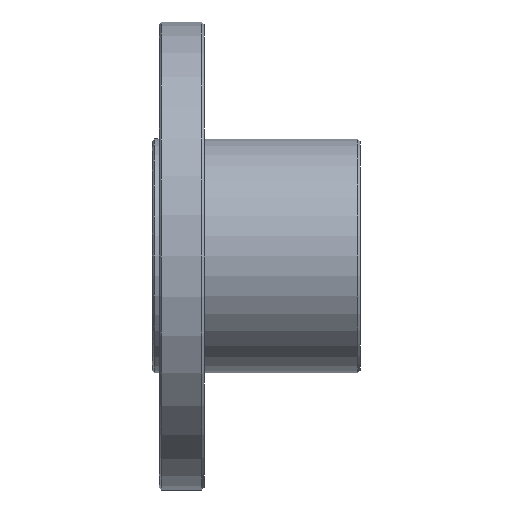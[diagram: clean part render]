
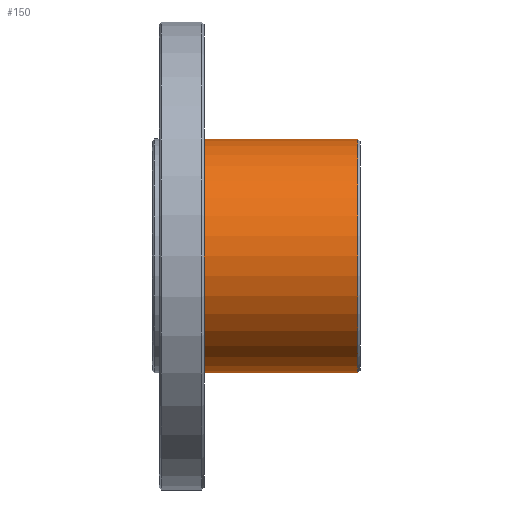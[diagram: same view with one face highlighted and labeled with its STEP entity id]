
A CAD part, front view. The second image highlights one B-rep face of the part: STEP entity #150.
In plain terms, the highlighted cylindrical face has radius 14.275 mm (diameter 28.55 mm), a partial arc.
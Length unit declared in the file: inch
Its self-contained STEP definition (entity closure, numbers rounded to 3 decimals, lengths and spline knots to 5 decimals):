
#14 = DIRECTION ( 'NONE',  ( 0., 0., -1. ) ) ;
#28 = CARTESIAN_POINT ( 'NONE',  ( 0.29681, 0., 0. ) ) ;
#35 = CARTESIAN_POINT ( 'NONE',  ( -0.44319, 0., -0.562 ) ) ;
#50 = DIRECTION ( 'NONE',  ( -1., 0., 0. ) ) ;
#55 = CARTESIAN_POINT ( 'NONE',  ( 0.29681, 0., 0.562 ) ) ;
#59 = DIRECTION ( 'NONE',  ( 1., 0., 0. ) ) ;
#61 = CARTESIAN_POINT ( 'NONE',  ( -0.44319, 0., 0. ) ) ;
#84 = DIRECTION ( 'NONE',  ( 0., 0., -1. ) ) ;
#92 = CARTESIAN_POINT ( 'NONE',  ( 0.29681, 0., -0.562 ) ) ;
#101 = CARTESIAN_POINT ( 'NONE',  ( -0.44319, 0., 0.562 ) ) ;
#150 = ADVANCED_FACE ( 'NONE', ( #582 ), #197, .T. ) ;
#197 = CYLINDRICAL_SURFACE ( 'NONE', #879, 0.562 ) ;
#235 = ORIENTED_EDGE ( 'NONE', *, *, #845, .T. ) ;
#239 = ORIENTED_EDGE ( 'NONE', *, *, #806, .F. ) ;
#241 = ORIENTED_EDGE ( 'NONE', *, *, #810, .T. ) ;
#242 = ORIENTED_EDGE ( 'NONE', *, *, #847, .T. ) ;
#359 = VECTOR ( 'NONE', #774, 39.37008 ) ;
#360 = LINE ( 'NONE', #636, #361 ) ;
#361 = VECTOR ( 'NONE', #707, 39.37008 ) ;
#365 = LINE ( 'NONE', #763, #359 ) ;
#498 = CIRCLE ( 'NONE', #937, 0.562 ) ;
#499 = CIRCLE ( 'NONE', #939, 0.562 ) ;
#571 = EDGE_LOOP ( 'NONE', ( #239, #242, #241, #235 ) ) ;
#582 = FACE_OUTER_BOUND ( 'NONE', #571, .T. ) ;
#636 = CARTESIAN_POINT ( 'NONE',  ( 0.30681, 0., -0.562 ) ) ;
#707 = DIRECTION ( 'NONE',  ( -1., 0., 0. ) ) ;
#763 = CARTESIAN_POINT ( 'NONE',  ( 0.30681, 0., 0.562 ) ) ;
#774 = DIRECTION ( 'NONE',  ( -1., 0., 0. ) ) ;
#806 = EDGE_CURVE ( 'NONE', #1040, #989, #360, .T. ) ;
#810 = EDGE_CURVE ( 'NONE', #1017, #1044, #365, .T. ) ;
#845 = EDGE_CURVE ( 'NONE', #1044, #989, #498, .T. ) ;
#847 = EDGE_CURVE ( 'NONE', #1040, #1017, #499, .T. ) ;
#879 = AXIS2_PLACEMENT_3D ( 'NONE', #1063, #1053, #1015 ) ;
#937 = AXIS2_PLACEMENT_3D ( 'NONE', #61, #59, #84 ) ;
#939 = AXIS2_PLACEMENT_3D ( 'NONE', #28, #50, #14 ) ;
#989 = VERTEX_POINT ( 'NONE', #35 ) ;
#1015 = DIRECTION ( 'NONE',  ( 0., 0., 1. ) ) ;
#1017 = VERTEX_POINT ( 'NONE', #55 ) ;
#1040 = VERTEX_POINT ( 'NONE', #92 ) ;
#1044 = VERTEX_POINT ( 'NONE', #101 ) ;
#1053 = DIRECTION ( 'NONE',  ( -1., 0., 0. ) ) ;
#1063 = CARTESIAN_POINT ( 'NONE',  ( 0.30681, 0., 0. ) ) ;
